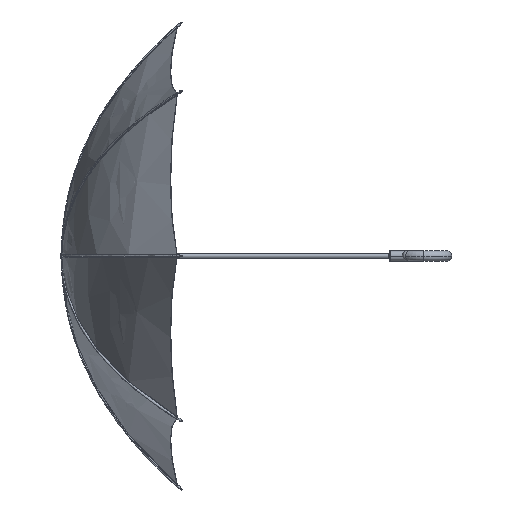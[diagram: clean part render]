
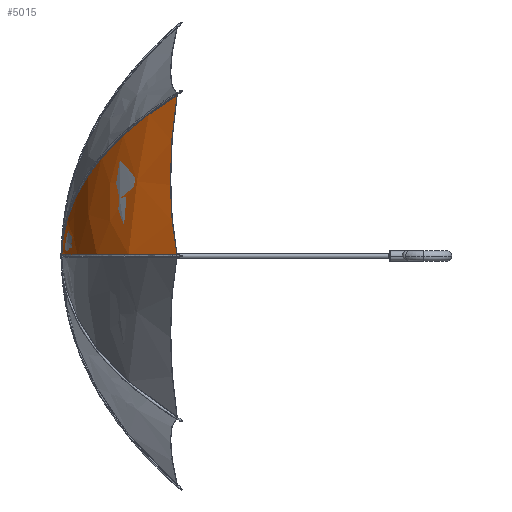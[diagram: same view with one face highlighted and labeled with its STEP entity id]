
A CAD part, left-side view. The second image highlights one B-rep face of the part: STEP entity #5015.
In plain terms, the highlighted free-form (B-spline) face has degree [3, 3] with [4, 4] control points.
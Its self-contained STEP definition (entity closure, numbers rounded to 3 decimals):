
#5 = EDGE_CURVE ( 'NONE', #4846, #4094, #7028, .T. ) ;
#40 = CARTESIAN_POINT ( 'NONE',  ( -1.797, 50.04, 0.498 ) ) ;
#194 = CARTESIAN_POINT ( 'NONE',  ( -99.636, 0.088, 0.452 ) ) ;
#227 = CARTESIAN_POINT ( 'NONE',  ( -32.232, 41.045, 31.531 ) ) ;
#251 = CARTESIAN_POINT ( 'NONE',  ( -70.773, 0.088, 70.134 ) ) ;
#301 = CARTESIAN_POINT ( 'NONE',  ( -68.555, 3.647, 67.913 ) ) ;
#378 = CARTESIAN_POINT ( 'NONE',  ( -82.949, 16.936, 0.467 ) ) ;
#400 = CARTESIAN_POINT ( 'NONE',  ( -66.254, 7.1, 65.607 ) ) ;
#410 = CARTESIAN_POINT ( 'NONE',  ( -47.265, 40.108, 0.495 ) ) ;
#451 = CARTESIAN_POINT ( 'NONE',  ( -99.636, 0.088, 0.452 ) ) ;
#464 = CARTESIAN_POINT ( 'NONE',  ( -59.431, 35.906, 14.364 ) ) ;
#566 = CARTESIAN_POINT ( 'NONE',  ( -3.577, 50.007, 0.497 ) ) ;
#900 = CARTESIAN_POINT ( 'NONE',  ( -53.825, 22.996, 53.155 ) ) ;
#1029 = CARTESIAN_POINT ( 'NONE',  ( -73.424, 3.976, 44.962 ) ) ;
#1244 = EDGE_CURVE ( 'NONE', #4094, #3413, #2398, .T. ) ;
#1273 = CARTESIAN_POINT ( 'NONE',  ( -7.905, 49.605, 7.201 ) ) ;
#1346 = CARTESIAN_POINT ( 'NONE',  ( -24.361, 45.139, 23.654 ) ) ;
#1768 = CARTESIAN_POINT ( 'NONE',  ( -26.399, 50., 26.399 ) ) ;
#1861 = CARTESIAN_POINT ( 'NONE',  ( -2.042, 50.031, 1.339 ) ) ;
#1901 = CARTESIAN_POINT ( 'NONE',  ( -73.557, 3.947, 44.783 ) ) ;
#1944 = CARTESIAN_POINT ( 'NONE',  ( 0., 50., 0. ) ) ;
#2011 = CARTESIAN_POINT ( 'NONE',  ( -38.313, 37.044, 37.618 ) ) ;
#2092 = CARTESIAN_POINT ( 'NONE',  ( -10.682, 49.605, 0.498 ) ) ;
#2163 = CARTESIAN_POINT ( 'NONE',  ( -38.467, 43.661, 0.498 ) ) ;
#2236 = CARTESIAN_POINT ( 'NONE',  ( -2.39, 50.031, 0.497 ) ) ;
#2398 = B_SPLINE_CURVE_WITH_KNOTS ( 'NONE', 3,
 ( #451, #4304, #2615, #3213, #378, #3252, #5512, #5551, #2654, #5003, #4927, #410, #7318, #2163, #4447, #3894, #7239, #2684, #4961, #6201, #2092, #4376, #7276, #4078, #566, #2236, #40, #2910 ),
 .UNSPECIFIED., .F., .F.,
 ( 4, 2, 2, 2, 2, 2, 2, 2, 2, 2, 2, 2, 2, 4 ),
 ( 0., 0.014, 0.028, 0.043, 0.057, 0.064, 0.071, 0.085, 0.093, 0.1, 0.107, 0.11, 0.112, 0.114 ),
 .UNSPECIFIED. ) ;
#2459 = CARTESIAN_POINT ( 'NONE',  ( -17.866, 47.527, 17.159 ) ) ;
#2496 = CARTESIAN_POINT ( 'NONE',  ( -33.773, 40.107, 33.073 ) ) ;
#2615 = CARTESIAN_POINT ( 'NONE',  ( -93.239, 7.1, 0.458 ) ) ;
#2654 = CARTESIAN_POINT ( 'NONE',  ( -59.962, 33.682, 0.487 ) ) ;
#2684 = CARTESIAN_POINT ( 'NONE',  ( -20.089, 48.365, 0.5 ) ) ;
#2736 = CARTESIAN_POINT ( 'NONE',  ( -70.711, 0., 70.711 ) ) ;
#2847 = FACE_OUTER_BOUND ( 'NONE', #5543, .T. ) ;
#2886 = CARTESIAN_POINT ( 'NONE',  ( -31.513, 51.325, 7.651 ) ) ;
#2910 = CARTESIAN_POINT ( 'NONE',  ( -1.204, 50.031, 0.499 ) ) ;
#3034 = CARTESIAN_POINT ( 'NONE',  ( -70.773, 0.088, 70.134 ) ) ;
#3063 = CARTESIAN_POINT ( 'NONE',  ( -1.623, 50.04, 0.919 ) ) ;
#3069 = CARTESIAN_POINT ( 'NONE',  ( 0., 50., 0. ) ) ;
#3213 = CARTESIAN_POINT ( 'NONE',  ( -86.464, 13.745, 0.464 ) ) ;
#3252 = CARTESIAN_POINT ( 'NONE',  ( -75.646, 22.997, 0.474 ) ) ;
#3308 = CARTESIAN_POINT ( 'NONE',  ( -70.682, 33.255, 0. ) ) ;
#3413 = VERTEX_POINT ( 'NONE', #3443 ) ;
#3443 = CARTESIAN_POINT ( 'NONE',  ( -1.204, 50.031, 0.499 ) ) ;
#3455 = CARTESIAN_POINT ( 'NONE',  ( 0., 50., 0. ) ) ;
#3495 = EDGE_CURVE ( 'NONE', #3413, #4846, #4636, .T. ) ;
#3679 = CARTESIAN_POINT ( 'NONE',  ( -49.98, 33.255, 49.98 ) ) ;
#3713 = CARTESIAN_POINT ( 'NONE',  ( 0., 50., 0. ) ) ;
#3741 = CARTESIAN_POINT ( 'NONE',  ( -70.773, 0.088, 70.134 ) ) ;
#3777 = CARTESIAN_POINT ( 'NONE',  ( -58.984, 16.936, 58.324 ) ) ;
#3894 = CARTESIAN_POINT ( 'NONE',  ( -27.062, 46.93, 0.5 ) ) ;
#4078 = CARTESIAN_POINT ( 'NONE',  ( -4.169, 49.989, 0.497 ) ) ;
#4094 = VERTEX_POINT ( 'NONE', #6886 ) ;
#4114 = CARTESIAN_POINT ( 'NONE',  ( -2.88, 50.007, 2.178 ) ) ;
#4148 = CARTESIAN_POINT ( 'NONE',  ( -9.576, 49.367, 8.871 ) ) ;
#4222 = CARTESIAN_POINT ( 'NONE',  ( -52.181, 35.906, 31.867 ) ) ;
#4304 = CARTESIAN_POINT ( 'NONE',  ( -96.497, 3.647, 0.455 ) ) ;
#4329 = CARTESIAN_POINT ( 'NONE',  ( -61.468, 13.744, 60.812 ) ) ;
#4365 = CARTESIAN_POINT ( 'NONE',  ( -42.744, 33.682, 42.056 ) ) ;
#4376 = CARTESIAN_POINT ( 'NONE',  ( -7.132, 49.854, 0.497 ) ) ;
#4400 = CARTESIAN_POINT ( 'NONE',  ( -45.611, 31.206, 44.927 ) ) ;
#4447 = CARTESIAN_POINT ( 'NONE',  ( -33.948, 45.14, 0.5 ) ) ;
#4494 = CARTESIAN_POINT ( 'NONE',  ( -100., 0., 0. ) ) ;
#4636 = B_SPLINE_CURVE_WITH_KNOTS ( 'NONE', 3,
 ( #5236, #3063, #1861, #4114, #6421, #7050, #6492, #1273, #4148, #6459, #2459, #1346, #5352, #227, #2496, #4951, #2011, #4365, #4400, #6117, #900, #3777, #4329, #400, #301, #3741 ),
 .UNSPECIFIED., .F., .F.,
 ( 4, 2, 2, 2, 2, 2, 2, 2, 2, 2, 2, 2, 4 ),
 ( 0.001, 0.002, 0.004, 0.008, 0.015, 0.029, 0.043, 0.051, 0.058, 0.072, 0.086, 0.1, 0.115 ),
 .UNSPECIFIED. ) ;
#4638 = CARTESIAN_POINT ( 'NONE',  ( -83.679, 3.947, 20.346 ) ) ;
#4846 = VERTEX_POINT ( 'NONE', #251 ) ;
#4927 = CARTESIAN_POINT ( 'NONE',  ( -51.568, 38.107, 0.492 ) ) ;
#4951 = CARTESIAN_POINT ( 'NONE',  ( -36.814, 38.106, 36.117 ) ) ;
#4961 = CARTESIAN_POINT ( 'NONE',  ( -17.748, 48.746, 0.499 ) ) ;
#5003 = CARTESIAN_POINT ( 'NONE',  ( -53.688, 37.045, 0.491 ) ) ;
#5015 = ADVANCED_FACE ( 'NONE', ( #2847 ), #6351, .F. ) ;
#5236 = CARTESIAN_POINT ( 'NONE',  ( -1.204, 50.031, 0.499 ) ) ;
#5352 = CARTESIAN_POINT ( 'NONE',  ( -27.555, 43.66, 26.85 ) ) ;
#5512 = CARTESIAN_POINT ( 'NONE',  ( -71.859, 25.866, 0.477 ) ) ;
#5543 = EDGE_LOOP ( 'NONE', ( #6508, #6133, #6776 ) ) ;
#5551 = CARTESIAN_POINT ( 'NONE',  ( -64.018, 31.208, 0.484 ) ) ;
#6117 = CARTESIAN_POINT ( 'NONE',  ( -51.15, 25.864, 50.476 ) ) ;
#6133 = ORIENTED_EDGE ( 'NONE', *, *, #1244, .F. ) ;
#6174 = CARTESIAN_POINT ( 'NONE',  ( -83.711, 3.976, 20.126 ) ) ;
#6201 = CARTESIAN_POINT ( 'NONE',  ( -13.045, 49.366, 0.498 ) ) ;
#6351 = B_SPLINE_SURFACE_WITH_KNOTS ( 'NONE', 3, 3, ( 
 ( #4494, #6174, #1029, #2736 ),
 ( #3308, #464, #4222, #3679 ),
 ( #6531, #2886, #6360, #1768 ),
 ( #3455, #1944, #3713, #3069 ) ),
 .UNSPECIFIED., .F., .F., .F.,
 ( 4, 4 ),
 ( 4, 4 ),
 ( 0., 1. ),
 ( 0., 1. ),
 .UNSPECIFIED. ) ;
#6360 = CARTESIAN_POINT ( 'NONE',  ( -27.694, 51.325, 16.873 ) ) ;
#6421 = CARTESIAN_POINT ( 'NONE',  ( -3.299, 49.989, 2.597 ) ) ;
#6459 = CARTESIAN_POINT ( 'NONE',  ( -14.567, 48.436, 13.86 ) ) ;
#6492 = CARTESIAN_POINT ( 'NONE',  ( -5.394, 49.854, 4.692 ) ) ;
#6508 = ORIENTED_EDGE ( 'NONE', *, *, #3495, .F. ) ;
#6531 = CARTESIAN_POINT ( 'NONE',  ( -37.333, 50., 0. ) ) ;
#6776 = ORIENTED_EDGE ( 'NONE', *, *, #5, .F. ) ;
#6886 = CARTESIAN_POINT ( 'NONE',  ( -99.636, 0.088, 0.452 ) ) ;
#7028 = B_SPLINE_CURVE_WITH_KNOTS ( 'NONE', 3,
 ( #3034, #1901, #4638, #194 ),
 .UNSPECIFIED., .F., .F.,
 ( 4, 4 ),
 ( 0.007, 0.993 ),
 .UNSPECIFIED. ) ;
#7050 = CARTESIAN_POINT ( 'NONE',  ( -4.557, 49.919, 3.854 ) ) ;
#7239 = CARTESIAN_POINT ( 'NONE',  ( -24.747, 47.456, 0.5 ) ) ;
#7276 = CARTESIAN_POINT ( 'NONE',  ( -5.948, 49.919, 0.497 ) ) ;
#7318 = CARTESIAN_POINT ( 'NONE',  ( -45.084, 41.046, 0.496 ) ) ;
